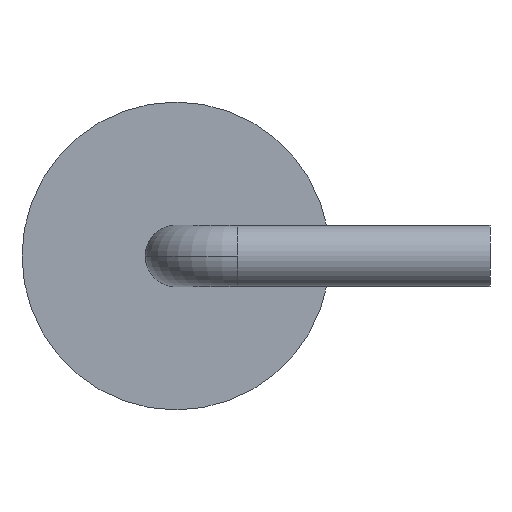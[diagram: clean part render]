
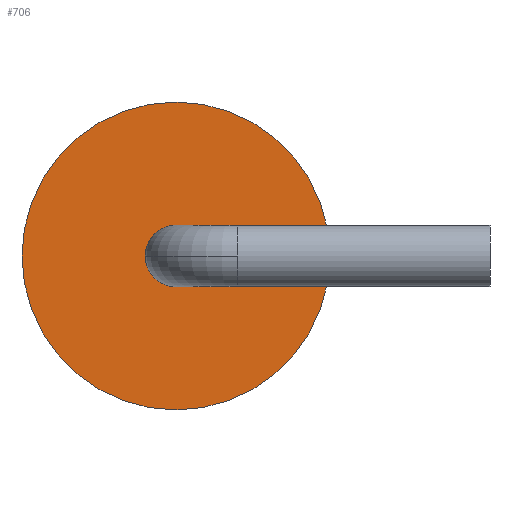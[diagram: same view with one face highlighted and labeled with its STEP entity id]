
A CAD part, left-side view. The second image highlights one B-rep face of the part: STEP entity #706.
In plain terms, the highlighted planar face has unit normal (-1, 0, 0).
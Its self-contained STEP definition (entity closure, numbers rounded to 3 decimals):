
#21 = CARTESIAN_POINT ( 'NONE',  ( -4.5, 0., 0. ) ) ;
#31 = AXIS2_PLACEMENT_3D ( 'NONE', #358, #223, #541 ) ;
#51 = DIRECTION ( 'NONE',  ( 1., 0., 0. ) ) ;
#68 = CARTESIAN_POINT ( 'NONE',  ( -4.5, 0., -0.5 ) ) ;
#72 = VERTEX_POINT ( 'NONE', #742 ) ;
#118 = CIRCLE ( 'NONE', #146, 2.5 ) ;
#126 = ORIENTED_EDGE ( 'NONE', *, *, #167, .F. ) ;
#132 = EDGE_LOOP ( 'NONE', ( #696, #811 ) ) ;
#139 = DIRECTION ( 'NONE',  ( 0., 0., -1. ) ) ;
#146 = AXIS2_PLACEMENT_3D ( 'NONE', #665, #530, #139 ) ;
#157 = DIRECTION ( 'NONE',  ( -1., 0., 0. ) ) ;
#167 = EDGE_CURVE ( 'NONE', #72, #192, #118, .T. ) ;
#192 = VERTEX_POINT ( 'NONE', #367 ) ;
#223 = DIRECTION ( 'NONE',  ( 1., 0., 0. ) ) ;
#245 = FACE_OUTER_BOUND ( 'NONE', #824, .T. ) ;
#270 = CIRCLE ( 'NONE', #635, 2.5 ) ;
#275 = CIRCLE ( 'NONE', #772, 0.5 ) ;
#358 = CARTESIAN_POINT ( 'NONE',  ( -4.5, 0., 0. ) ) ;
#367 = CARTESIAN_POINT ( 'NONE',  ( -4.5, 0., 2.5 ) ) ;
#397 = DIRECTION ( 'NONE',  ( 0., 0., -1. ) ) ;
#422 = CARTESIAN_POINT ( 'NONE',  ( -4.5, 0., 0. ) ) ;
#427 = VERTEX_POINT ( 'NONE', #757 ) ;
#470 = DIRECTION ( 'NONE',  ( 0., 0., -1. ) ) ;
#530 = DIRECTION ( 'NONE',  ( 1., 0., 0. ) ) ;
#540 = EDGE_CURVE ( 'NONE', #192, #72, #270, .T. ) ;
#541 = DIRECTION ( 'NONE',  ( 0., 0., -1. ) ) ;
#548 = DIRECTION ( 'NONE',  ( 0., 0., -1. ) ) ;
#554 = ORIENTED_EDGE ( 'NONE', *, *, #540, .F. ) ;
#581 = CARTESIAN_POINT ( 'NONE',  ( -4.5, 0., 0. ) ) ;
#618 = CIRCLE ( 'NONE', #835, 0.5 ) ;
#635 = AXIS2_PLACEMENT_3D ( 'NONE', #581, #51, #397 ) ;
#665 = CARTESIAN_POINT ( 'NONE',  ( -4.5, 0., 0. ) ) ;
#683 = DIRECTION ( 'NONE',  ( -1., 0., 0. ) ) ;
#696 = ORIENTED_EDGE ( 'NONE', *, *, #738, .F. ) ;
#706 = ADVANCED_FACE ( 'NONE', ( #766, #245 ), #743, .F. ) ;
#708 = EDGE_CURVE ( 'NONE', #808, #427, #618, .T. ) ;
#738 = EDGE_CURVE ( 'NONE', #427, #808, #275, .T. ) ;
#742 = CARTESIAN_POINT ( 'NONE',  ( -4.5, 0., -2.5 ) ) ;
#743 = PLANE ( 'NONE',  #31 ) ;
#757 = CARTESIAN_POINT ( 'NONE',  ( -4.5, 0., 0.5 ) ) ;
#766 = FACE_BOUND ( 'NONE', #132, .T. ) ;
#772 = AXIS2_PLACEMENT_3D ( 'NONE', #422, #157, #548 ) ;
#808 = VERTEX_POINT ( 'NONE', #68 ) ;
#811 = ORIENTED_EDGE ( 'NONE', *, *, #708, .F. ) ;
#824 = EDGE_LOOP ( 'NONE', ( #126, #554 ) ) ;
#835 = AXIS2_PLACEMENT_3D ( 'NONE', #21, #683, #470 ) ;
